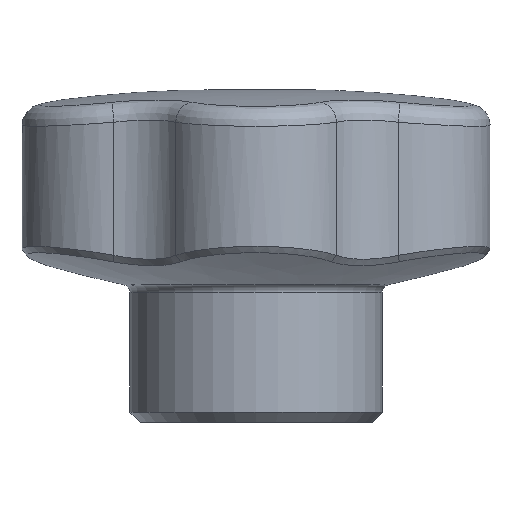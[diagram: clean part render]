
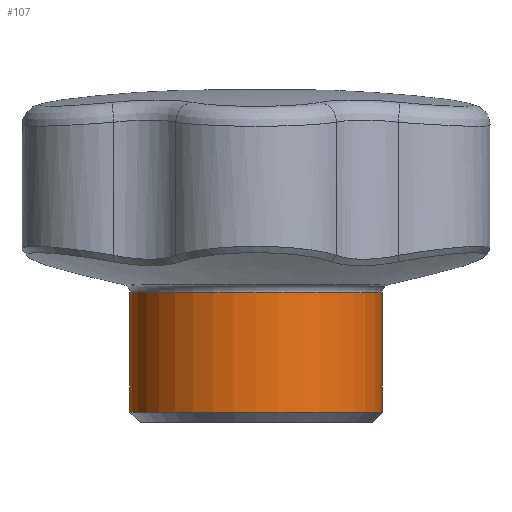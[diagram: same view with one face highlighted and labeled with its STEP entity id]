
A CAD part, front view. The second image highlights one B-rep face of the part: STEP entity #107.
In plain terms, the highlighted cylindrical face has radius 12.5 mm (diameter 25 mm), a full revolution.
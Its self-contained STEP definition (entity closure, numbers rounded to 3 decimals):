
#107 = ADVANCED_FACE( '', ( #239, #240 ), #241, .T. );
#239 = FACE_OUTER_BOUND( '', #1224, .T. );
#240 = FACE_OUTER_BOUND( '', #1225, .T. );
#241 = CYLINDRICAL_SURFACE( '', #1226, 12.5 );
#1224 = EDGE_LOOP( '', ( #3444 ) );
#1225 = EDGE_LOOP( '', ( #3445 ) );
#1226 = AXIS2_PLACEMENT_3D( '', #3446, #3447, #3448 );
#3444 = ORIENTED_EDGE( '', *, *, #3685, .T. );
#3445 = ORIENTED_EDGE( '', *, *, #3680, .T. );
#3446 = CARTESIAN_POINT( '', ( 0., 0., 32.9 ) );
#3447 = DIRECTION( '', ( 0., 0., -1. ) );
#3448 = DIRECTION( '', ( 0., -1., 0. ) );
#3680 = EDGE_CURVE( '', #3867, #3867, #3868, .T. );
#3685 = EDGE_CURVE( '', #3874, #3874, #3875, .F. );
#3867 = VERTEX_POINT( '', #5552 );
#3868 = CIRCLE( '', #5553, 12.5 );
#3874 = VERTEX_POINT( '', #5591 );
#3875 = CIRCLE( '', #5592, 12.5 );
#5552 = CARTESIAN_POINT( '', ( 0., -12.5, 1. ) );
#5553 = AXIS2_PLACEMENT_3D( '', #6132, #6133, #6134 );
#5591 = CARTESIAN_POINT( '', ( 0., -12.5, 12.852 ) );
#5592 = AXIS2_PLACEMENT_3D( '', #6135, #6136, #6137 );
#6132 = CARTESIAN_POINT( '', ( 0., 0., 1. ) );
#6133 = DIRECTION( '', ( 0., 0., 1. ) );
#6134 = DIRECTION( '', ( 0., -1., 0. ) );
#6135 = CARTESIAN_POINT( '', ( 0., 0., 12.852 ) );
#6136 = DIRECTION( '', ( 0., 0., 1. ) );
#6137 = DIRECTION( '', ( 0., -1., 0. ) );
